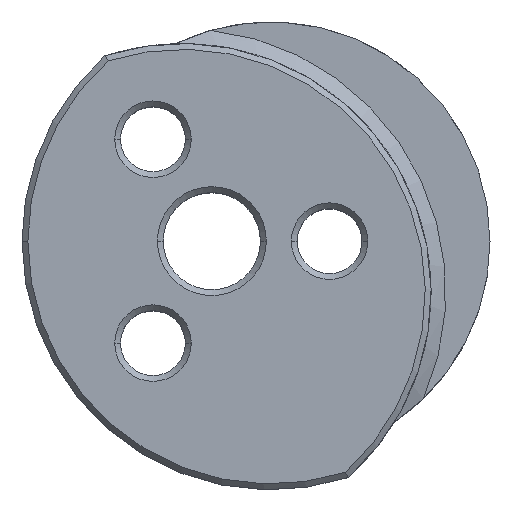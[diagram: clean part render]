
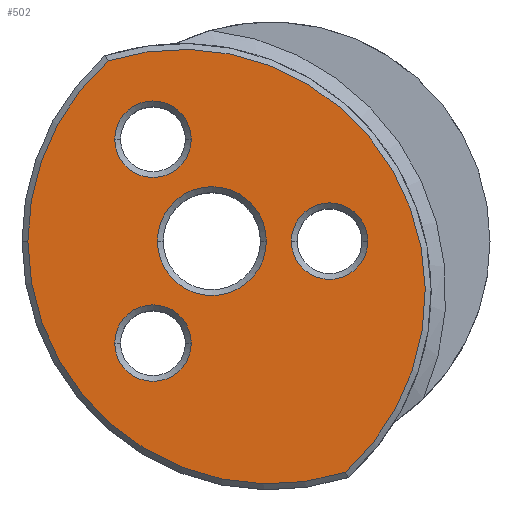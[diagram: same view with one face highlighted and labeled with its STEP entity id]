
A CAD part, top view. The second image highlights one B-rep face of the part: STEP entity #502.
In plain terms, the highlighted planar face has unit normal (0, 0, 1).
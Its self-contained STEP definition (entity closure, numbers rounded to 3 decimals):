
#8 = FACE_OUTER_BOUND ( 'NONE', #67, .T. ) ;
#28 = CARTESIAN_POINT ( 'NONE',  ( -1.85, 0., 5.6 ) ) ;
#42 = CIRCLE ( 'NONE', #233, 8.25 ) ;
#45 = VERTEX_POINT ( 'NONE', #174 ) ;
#46 = CARTESIAN_POINT ( 'NONE',  ( -2., -3.464, 5.6 ) ) ;
#55 = CARTESIAN_POINT ( 'NONE',  ( 0., 0., 5.6 ) ) ;
#58 = CARTESIAN_POINT ( 'NONE',  ( -2., 3.464, 5.6 ) ) ;
#59 = AXIS2_PLACEMENT_3D ( 'NONE', #463, #818, #1090 ) ;
#62 = EDGE_LOOP ( 'NONE', ( #1149, #944 ) ) ;
#63 = DIRECTION ( 'NONE',  ( 0., 0., -1. ) ) ;
#67 = EDGE_LOOP ( 'NONE', ( #449, #925, #413 ) ) ;
#104 = CARTESIAN_POINT ( 'NONE',  ( 4., 0., 5.6 ) ) ;
#114 = DIRECTION ( 'NONE',  ( 0., 0., -1. ) ) ;
#116 = DIRECTION ( 'NONE',  ( 1., 0., 0. ) ) ;
#117 = CIRCLE ( 'NONE', #1018, 1.3 ) ;
#126 = FACE_BOUND ( 'NONE', #1120, .T. ) ;
#128 = VERTEX_POINT ( 'NONE', #484 ) ;
#134 = AXIS2_PLACEMENT_3D ( 'NONE', #46, #114, #218 ) ;
#160 = VERTEX_POINT ( 'NONE', #292 ) ;
#171 = CIRCLE ( 'NONE', #59, 1.3 ) ;
#174 = CARTESIAN_POINT ( 'NONE',  ( -0.7, 3.464, 5.6 ) ) ;
#206 = DIRECTION ( 'NONE',  ( 0., 0., 1. ) ) ;
#218 = DIRECTION ( 'NONE',  ( 1., 0., 0. ) ) ;
#233 = AXIS2_PLACEMENT_3D ( 'NONE', #1143, #518, #611 ) ;
#242 = VERTEX_POINT ( 'NONE', #718 ) ;
#244 = DIRECTION ( 'NONE',  ( 0., 0., -1. ) ) ;
#265 = AXIS2_PLACEMENT_3D ( 'NONE', #556, #206, #1000 ) ;
#267 = AXIS2_PLACEMENT_3D ( 'NONE', #860, #529, #973 ) ;
#277 = DIRECTION ( 'NONE',  ( 1., 0., 0. ) ) ;
#281 = VERTEX_POINT ( 'NONE', #1030 ) ;
#292 = CARTESIAN_POINT ( 'NONE',  ( -3.3, -3.464, 5.6 ) ) ;
#300 = CARTESIAN_POINT ( 'NONE',  ( 0., 0., 5.6 ) ) ;
#301 = DIRECTION ( 'NONE',  ( 0., 0., 1. ) ) ;
#322 = AXIS2_PLACEMENT_3D ( 'NONE', #850, #760, #116 ) ;
#362 = EDGE_CURVE ( 'NONE', #671, #720, #592, .T. ) ;
#387 = DIRECTION ( 'NONE',  ( 0., 0., -1. ) ) ;
#391 = EDGE_CURVE ( 'NONE', #526, #1110, #810, .T. ) ;
#404 = FACE_BOUND ( 'NONE', #434, .T. ) ;
#405 = CIRCLE ( 'NONE', #425, 1.85 ) ;
#413 = ORIENTED_EDGE ( 'NONE', *, *, #604, .T. ) ;
#425 = AXIS2_PLACEMENT_3D ( 'NONE', #55, #967, #1128 ) ;
#434 = EDGE_LOOP ( 'NONE', ( #600, #968 ) ) ;
#439 = DIRECTION ( 'NONE',  ( 1., 0., 0. ) ) ;
#449 = ORIENTED_EDGE ( 'NONE', *, *, #730, .T. ) ;
#457 = EDGE_CURVE ( 'NONE', #160, #785, #171, .T. ) ;
#463 = CARTESIAN_POINT ( 'NONE',  ( -2., -3.464, 5.6 ) ) ;
#480 = ORIENTED_EDGE ( 'NONE', *, *, #652, .T. ) ;
#484 = CARTESIAN_POINT ( 'NONE',  ( 1.85, 0., 5.6 ) ) ;
#487 = PLANE ( 'NONE',  #322 ) ;
#502 = ADVANCED_FACE ( 'NONE', ( #8, #855, #1112, #126, #404 ), #487, .T. ) ;
#518 = DIRECTION ( 'NONE',  ( 0., 0., 1. ) ) ;
#526 = VERTEX_POINT ( 'NONE', #834 ) ;
#529 = DIRECTION ( 'NONE',  ( 0., 0., -1. ) ) ;
#556 = CARTESIAN_POINT ( 'NONE',  ( 2., 0., 5.6 ) ) ;
#573 = DIRECTION ( 'NONE',  ( 0., 0., -1. ) ) ;
#575 = AXIS2_PLACEMENT_3D ( 'NONE', #104, #387, #277 ) ;
#592 = CIRCLE ( 'NONE', #265, 8.25 ) ;
#600 = ORIENTED_EDGE ( 'NONE', *, *, #1066, .T. ) ;
#602 = CARTESIAN_POINT ( 'NONE',  ( 2., 0., 5.6 ) ) ;
#604 = EDGE_CURVE ( 'NONE', #720, #242, #1093, .T. ) ;
#611 = DIRECTION ( 'NONE',  ( 1., 0., 0. ) ) ;
#638 = EDGE_CURVE ( 'NONE', #45, #281, #647, .T. ) ;
#647 = CIRCLE ( 'NONE', #704, 1.3 ) ;
#652 = EDGE_CURVE ( 'NONE', #1110, #526, #1035, .T. ) ;
#656 = ORIENTED_EDGE ( 'NONE', *, *, #391, .T. ) ;
#671 = VERTEX_POINT ( 'NONE', #716 ) ;
#704 = AXIS2_PLACEMENT_3D ( 'NONE', #58, #244, #950 ) ;
#716 = CARTESIAN_POINT ( 'NONE',  ( -3.533, 6.119, 5.6 ) ) ;
#718 = CARTESIAN_POINT ( 'NONE',  ( 4.533, -7.852, 5.6 ) ) ;
#719 = EDGE_LOOP ( 'NONE', ( #1083, #762 ) ) ;
#720 = VERTEX_POINT ( 'NONE', #969 ) ;
#730 = EDGE_CURVE ( 'NONE', #242, #671, #42, .T. ) ;
#760 = DIRECTION ( 'NONE',  ( 0., 0., 1. ) ) ;
#762 = ORIENTED_EDGE ( 'NONE', *, *, #1140, .T. ) ;
#771 = AXIS2_PLACEMENT_3D ( 'NONE', #602, #301, #1123 ) ;
#785 = VERTEX_POINT ( 'NONE', #1071 ) ;
#793 = CIRCLE ( 'NONE', #905, 1.85 ) ;
#796 = CIRCLE ( 'NONE', #134, 1.3 ) ;
#810 = CIRCLE ( 'NONE', #575, 1.3 ) ;
#818 = DIRECTION ( 'NONE',  ( 0., 0., -1. ) ) ;
#834 = CARTESIAN_POINT ( 'NONE',  ( 5.3, 0., 5.6 ) ) ;
#842 = DIRECTION ( 'NONE',  ( 1., 0., 0. ) ) ;
#850 = CARTESIAN_POINT ( 'NONE',  ( 0.5, -0.866, 5.6 ) ) ;
#855 = FACE_BOUND ( 'NONE', #62, .T. ) ;
#860 = CARTESIAN_POINT ( 'NONE',  ( 4., 0., 5.6 ) ) ;
#863 = CARTESIAN_POINT ( 'NONE',  ( 2.7, 0., 5.6 ) ) ;
#905 = AXIS2_PLACEMENT_3D ( 'NONE', #300, #573, #842 ) ;
#925 = ORIENTED_EDGE ( 'NONE', *, *, #362, .T. ) ;
#944 = ORIENTED_EDGE ( 'NONE', *, *, #1026, .T. ) ;
#950 = DIRECTION ( 'NONE',  ( 1., 0., 0. ) ) ;
#964 = VERTEX_POINT ( 'NONE', #28 ) ;
#967 = DIRECTION ( 'NONE',  ( 0., 0., -1. ) ) ;
#968 = ORIENTED_EDGE ( 'NONE', *, *, #457, .T. ) ;
#969 = CARTESIAN_POINT ( 'NONE',  ( -6.25, 0., 5.6 ) ) ;
#973 = DIRECTION ( 'NONE',  ( 1., 0., 0. ) ) ;
#1000 = DIRECTION ( 'NONE',  ( 1., 0., 0. ) ) ;
#1018 = AXIS2_PLACEMENT_3D ( 'NONE', #1063, #63, #439 ) ;
#1026 = EDGE_CURVE ( 'NONE', #964, #128, #793, .T. ) ;
#1030 = CARTESIAN_POINT ( 'NONE',  ( -3.3, 3.464, 5.6 ) ) ;
#1035 = CIRCLE ( 'NONE', #267, 1.3 ) ;
#1063 = CARTESIAN_POINT ( 'NONE',  ( -2., 3.464, 5.6 ) ) ;
#1066 = EDGE_CURVE ( 'NONE', #785, #160, #796, .T. ) ;
#1071 = CARTESIAN_POINT ( 'NONE',  ( -0.7, -3.464, 5.6 ) ) ;
#1083 = ORIENTED_EDGE ( 'NONE', *, *, #638, .T. ) ;
#1090 = DIRECTION ( 'NONE',  ( 1., 0., 0. ) ) ;
#1093 = CIRCLE ( 'NONE', #771, 8.25 ) ;
#1110 = VERTEX_POINT ( 'NONE', #863 ) ;
#1112 = FACE_BOUND ( 'NONE', #719, .T. ) ;
#1120 = EDGE_LOOP ( 'NONE', ( #656, #480 ) ) ;
#1122 = EDGE_CURVE ( 'NONE', #128, #964, #405, .T. ) ;
#1123 = DIRECTION ( 'NONE',  ( 1., 0., 0. ) ) ;
#1128 = DIRECTION ( 'NONE',  ( 1., 0., 0. ) ) ;
#1140 = EDGE_CURVE ( 'NONE', #281, #45, #117, .T. ) ;
#1143 = CARTESIAN_POINT ( 'NONE',  ( -1., -1.732, 5.6 ) ) ;
#1149 = ORIENTED_EDGE ( 'NONE', *, *, #1122, .T. ) ;
